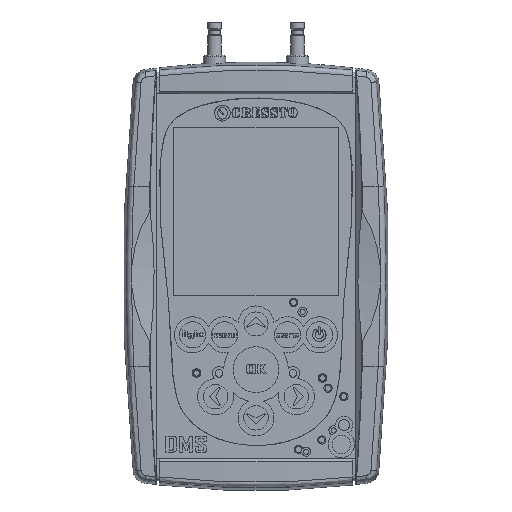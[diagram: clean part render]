
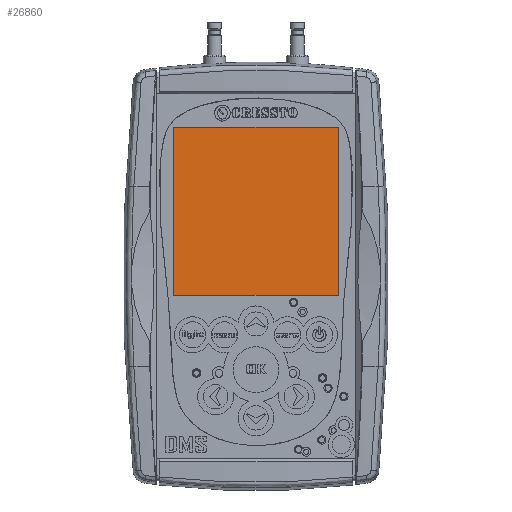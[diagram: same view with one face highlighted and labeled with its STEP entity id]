
A CAD part, top view. The second image highlights one B-rep face of the part: STEP entity #26860.
In plain terms, the highlighted planar face has unit normal (0, 0, 1).
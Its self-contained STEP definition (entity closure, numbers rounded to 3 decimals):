
#2855=PLANE('',#28655);
#4599=FACE_OUTER_BOUND('',#6343,.T.);
#6343=EDGE_LOOP('',(#25222,#25223,#25224,#25225));
#9744=LINE('',#50785,#12018);
#9747=LINE('',#50791,#12021);
#9750=LINE('',#50797,#12024);
#9753=LINE('',#50801,#12027);
#12018=VECTOR('',#34298,10.);
#12021=VECTOR('',#34303,10.);
#12024=VECTOR('',#34308,10.);
#12027=VECTOR('',#34313,10.);
#14438=VERTEX_POINT('',#50782);
#14439=VERTEX_POINT('',#50784);
#14441=VERTEX_POINT('',#50790);
#14443=VERTEX_POINT('',#50796);
#18028=EDGE_CURVE('',#14439,#14438,#9744,.T.);
#18031=EDGE_CURVE('',#14441,#14439,#9747,.T.);
#18034=EDGE_CURVE('',#14443,#14441,#9750,.T.);
#18037=EDGE_CURVE('',#14438,#14443,#9753,.T.);
#25222=ORIENTED_EDGE('',*,*,#18037,.T.);
#25223=ORIENTED_EDGE('',*,*,#18034,.T.);
#25224=ORIENTED_EDGE('',*,*,#18031,.T.);
#25225=ORIENTED_EDGE('',*,*,#18028,.T.);
#26860=ADVANCED_FACE('',(#4599),#2855,.T.);
#28655=AXIS2_PLACEMENT_3D('',#50803,#34316,#34317);
#34298=DIRECTION('',(0.,-1.,0.));
#34303=DIRECTION('',(-1.,0.,0.));
#34308=DIRECTION('',(0.,1.,0.));
#34313=DIRECTION('',(1.,0.,0.));
#34316=DIRECTION('center_axis',(0.,0.,1.));
#34317=DIRECTION('ref_axis',(1.,0.,0.));
#50782=CARTESIAN_POINT('',(-29.8,-6.8,11.45));
#50784=CARTESIAN_POINT('',(-29.8,54.,11.45));
#50785=CARTESIAN_POINT('',(-29.8,-6.8,11.45));
#50790=CARTESIAN_POINT('',(29.8,54.,11.45));
#50791=CARTESIAN_POINT('',(-29.8,54.,11.45));
#50796=CARTESIAN_POINT('',(29.8,-6.8,11.45));
#50797=CARTESIAN_POINT('',(29.8,54.,11.45));
#50801=CARTESIAN_POINT('',(29.8,-6.8,11.45));
#50803=CARTESIAN_POINT('Origin',(0.,23.6,
11.45));
